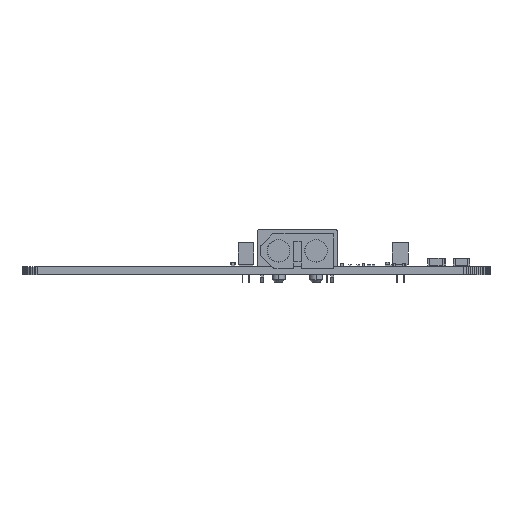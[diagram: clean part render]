
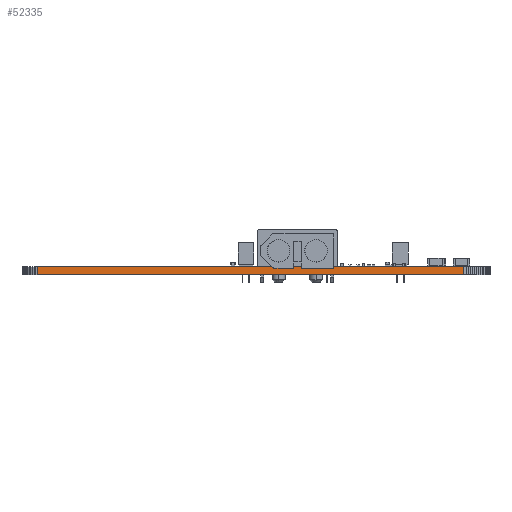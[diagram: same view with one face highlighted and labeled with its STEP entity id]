
A CAD part, left-side view. The second image highlights one B-rep face of the part: STEP entity #52335.
In plain terms, the highlighted planar face has unit normal (-1, 0, 0).
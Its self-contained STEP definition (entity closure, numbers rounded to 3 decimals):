
#41486 = PLANE('',#41487);
#41487 = AXIS2_PLACEMENT_3D('',#41488,#41489,#41490);
#41488 = CARTESIAN_POINT('',(142.123,-102.899,1.58));
#41489 = DIRECTION('',(-0.,-0.,-1.));
#41490 = DIRECTION('',(-1.,0.,0.));
#41540 = PLANE('',#41541);
#41541 = AXIS2_PLACEMENT_3D('',#41542,#41543,#41544);
#41542 = CARTESIAN_POINT('',(142.123,-102.899,0.));
#41543 = DIRECTION('',(-0.,-0.,-1.));
#41544 = DIRECTION('',(-1.,0.,0.));
#42937 = VERTEX_POINT('',#42938);
#42938 = CARTESIAN_POINT('',(87.,-143.,0.));
#42952 = PLANE('',#42953);
#42953 = AXIS2_PLACEMENT_3D('',#42954,#42955,#42956);
#42954 = CARTESIAN_POINT('',(87.019,-143.436,0.));
#42955 = DIRECTION('',(-0.999,-0.044,0.));
#42956 = DIRECTION('',(-0.044,0.999,0.));
#42964 = EDGE_CURVE('',#42937,#42965,#42967,.T.);
#42965 = VERTEX_POINT('',#42966);
#42966 = CARTESIAN_POINT('',(87.,-61.,0.));
#42967 = SURFACE_CURVE('',#42968,(#42972,#42979),.PCURVE_S1.);
#42968 = LINE('',#42969,#42970);
#42969 = CARTESIAN_POINT('',(87.,-143.,0.));
#42970 = VECTOR('',#42971,1.);
#42971 = DIRECTION('',(0.,1.,0.));
#42972 = PCURVE('',#41540,#42973);
#42973 = DEFINITIONAL_REPRESENTATION('',(#42974),#42978);
#42974 = LINE('',#42975,#42976);
#42975 = CARTESIAN_POINT('',(55.123,-40.101));
#42976 = VECTOR('',#42977,1.);
#42977 = DIRECTION('',(0.,1.));
#42978 = ( GEOMETRIC_REPRESENTATION_CONTEXT(2) 
PARAMETRIC_REPRESENTATION_CONTEXT() REPRESENTATION_CONTEXT('2D SPACE',''
  ) );
#42979 = PCURVE('',#42980,#42985);
#42980 = PLANE('',#42981);
#42981 = AXIS2_PLACEMENT_3D('',#42982,#42983,#42984);
#42982 = CARTESIAN_POINT('',(87.,-143.,0.));
#42983 = DIRECTION('',(-1.,0.,0.));
#42984 = DIRECTION('',(0.,1.,0.));
#42985 = DEFINITIONAL_REPRESENTATION('',(#42986),#42990);
#42986 = LINE('',#42987,#42988);
#42987 = CARTESIAN_POINT('',(0.,0.));
#42988 = VECTOR('',#42989,1.);
#42989 = DIRECTION('',(1.,0.));
#42990 = ( GEOMETRIC_REPRESENTATION_CONTEXT(2) 
PARAMETRIC_REPRESENTATION_CONTEXT() REPRESENTATION_CONTEXT('2D SPACE',''
  ) );
#43008 = PLANE('',#43009);
#43009 = AXIS2_PLACEMENT_3D('',#43010,#43011,#43012);
#43010 = CARTESIAN_POINT('',(87.,-61.,0.));
#43011 = DIRECTION('',(-0.998,0.056,0.));
#43012 = DIRECTION('',(0.056,0.998,0.));
#48103 = VERTEX_POINT('',#48104);
#48104 = CARTESIAN_POINT('',(87.,-143.,1.58));
#48125 = EDGE_CURVE('',#48103,#48126,#48128,.T.);
#48126 = VERTEX_POINT('',#48127);
#48127 = CARTESIAN_POINT('',(87.,-61.,1.58));
#48128 = SURFACE_CURVE('',#48129,(#48133,#48140),.PCURVE_S1.);
#48129 = LINE('',#48130,#48131);
#48130 = CARTESIAN_POINT('',(87.,-143.,1.58));
#48131 = VECTOR('',#48132,1.);
#48132 = DIRECTION('',(0.,1.,0.));
#48133 = PCURVE('',#41486,#48134);
#48134 = DEFINITIONAL_REPRESENTATION('',(#48135),#48139);
#48135 = LINE('',#48136,#48137);
#48136 = CARTESIAN_POINT('',(55.123,-40.101));
#48137 = VECTOR('',#48138,1.);
#48138 = DIRECTION('',(0.,1.));
#48139 = ( GEOMETRIC_REPRESENTATION_CONTEXT(2) 
PARAMETRIC_REPRESENTATION_CONTEXT() REPRESENTATION_CONTEXT('2D SPACE',''
  ) );
#48140 = PCURVE('',#42980,#48141);
#48141 = DEFINITIONAL_REPRESENTATION('',(#48142),#48146);
#48142 = LINE('',#48143,#48144);
#48143 = CARTESIAN_POINT('',(0.,-1.58));
#48144 = VECTOR('',#48145,1.);
#48145 = DIRECTION('',(1.,0.));
#48146 = ( GEOMETRIC_REPRESENTATION_CONTEXT(2) 
PARAMETRIC_REPRESENTATION_CONTEXT() REPRESENTATION_CONTEXT('2D SPACE',''
  ) );
#52285 = EDGE_CURVE('',#42965,#48126,#52286,.T.);
#52286 = SURFACE_CURVE('',#52287,(#52291,#52298),.PCURVE_S1.);
#52287 = LINE('',#52288,#52289);
#52288 = CARTESIAN_POINT('',(87.,-61.,0.));
#52289 = VECTOR('',#52290,1.);
#52290 = DIRECTION('',(0.,0.,1.));
#52291 = PCURVE('',#43008,#52292);
#52292 = DEFINITIONAL_REPRESENTATION('',(#52293),#52297);
#52293 = LINE('',#52294,#52295);
#52294 = CARTESIAN_POINT('',(0.,0.));
#52295 = VECTOR('',#52296,1.);
#52296 = DIRECTION('',(0.,-1.));
#52297 = ( GEOMETRIC_REPRESENTATION_CONTEXT(2) 
PARAMETRIC_REPRESENTATION_CONTEXT() REPRESENTATION_CONTEXT('2D SPACE',''
  ) );
#52298 = PCURVE('',#42980,#52299);
#52299 = DEFINITIONAL_REPRESENTATION('',(#52300),#52304);
#52300 = LINE('',#52301,#52302);
#52301 = CARTESIAN_POINT('',(82.,0.));
#52302 = VECTOR('',#52303,1.);
#52303 = DIRECTION('',(0.,-1.));
#52304 = ( GEOMETRIC_REPRESENTATION_CONTEXT(2) 
PARAMETRIC_REPRESENTATION_CONTEXT() REPRESENTATION_CONTEXT('2D SPACE',''
  ) );
#52335 = ADVANCED_FACE('',(#52336),#42980,.T.);
#52336 = FACE_BOUND('',#52337,.T.);
#52337 = EDGE_LOOP('',(#52338,#52359,#52360,#52361));
#52338 = ORIENTED_EDGE('',*,*,#52339,.T.);
#52339 = EDGE_CURVE('',#42937,#48103,#52340,.T.);
#52340 = SURFACE_CURVE('',#52341,(#52345,#52352),.PCURVE_S1.);
#52341 = LINE('',#52342,#52343);
#52342 = CARTESIAN_POINT('',(87.,-143.,0.));
#52343 = VECTOR('',#52344,1.);
#52344 = DIRECTION('',(0.,0.,1.));
#52345 = PCURVE('',#42980,#52346);
#52346 = DEFINITIONAL_REPRESENTATION('',(#52347),#52351);
#52347 = LINE('',#52348,#52349);
#52348 = CARTESIAN_POINT('',(0.,0.));
#52349 = VECTOR('',#52350,1.);
#52350 = DIRECTION('',(0.,-1.));
#52351 = ( GEOMETRIC_REPRESENTATION_CONTEXT(2) 
PARAMETRIC_REPRESENTATION_CONTEXT() REPRESENTATION_CONTEXT('2D SPACE',''
  ) );
#52352 = PCURVE('',#42952,#52353);
#52353 = DEFINITIONAL_REPRESENTATION('',(#52354),#52358);
#52354 = LINE('',#52355,#52356);
#52355 = CARTESIAN_POINT('',(0.436,0.));
#52356 = VECTOR('',#52357,1.);
#52357 = DIRECTION('',(0.,-1.));
#52358 = ( GEOMETRIC_REPRESENTATION_CONTEXT(2) 
PARAMETRIC_REPRESENTATION_CONTEXT() REPRESENTATION_CONTEXT('2D SPACE',''
  ) );
#52359 = ORIENTED_EDGE('',*,*,#48125,.T.);
#52360 = ORIENTED_EDGE('',*,*,#52285,.F.);
#52361 = ORIENTED_EDGE('',*,*,#42964,.F.);
